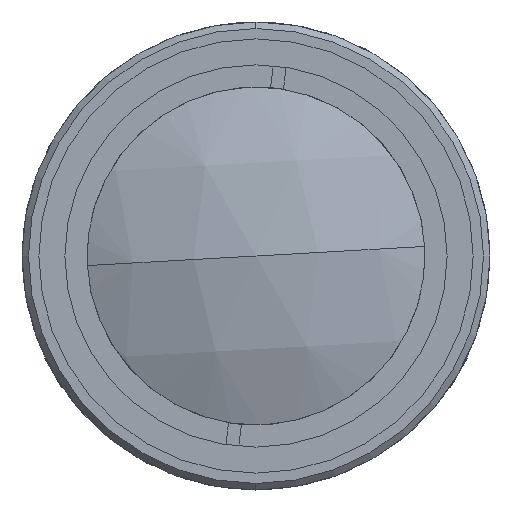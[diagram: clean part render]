
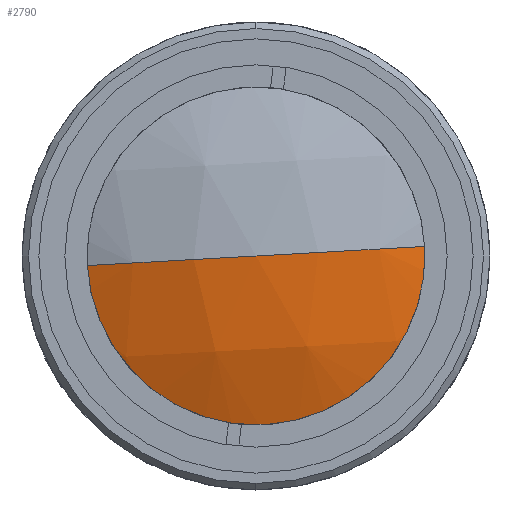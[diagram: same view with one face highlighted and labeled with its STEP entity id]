
A CAD part, left-side view. The second image highlights one B-rep face of the part: STEP entity #2790.
In plain terms, the highlighted spherical face has radius 34.13 mm.
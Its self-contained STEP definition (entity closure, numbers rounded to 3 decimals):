
#210 = DIRECTION ( 'NONE',  ( 0., -0.998, 0.057 ) ) ;
#294 = EDGE_CURVE ( 'NONE', #2911, #3713, #4443, .T. ) ;
#366 = CARTESIAN_POINT ( 'NONE',  ( 8., 0., 0. ) ) ;
#375 = EDGE_CURVE ( 'NONE', #2906, #3713, #1488, .T. ) ;
#429 = CARTESIAN_POINT ( 'NONE',  ( 11.003, 0., 0. ) ) ;
#743 = AXIS2_PLACEMENT_3D ( 'NONE', #1364, #2408, #3447 ) ;
#799 = DIRECTION ( 'NONE',  ( -1., 0., 0. ) ) ;
#869 = EDGE_LOOP ( 'NONE', ( #2209, #3969, #4202 ) ) ;
#1089 = EDGE_CURVE ( 'NONE', #2911, #2906, #3565, .T. ) ;
#1257 = DIRECTION ( 'NONE',  ( 0., -0.057, -0.998 ) ) ;
#1364 = CARTESIAN_POINT ( 'NONE',  ( 42.13, 0., 0. ) ) ;
#1488 = CIRCLE ( 'NONE', #743, 34.13 ) ;
#1573 = AXIS2_PLACEMENT_3D ( 'NONE', #429, #799, #2581 ) ;
#2035 = SPHERICAL_SURFACE ( 'NONE', #3503, 34.13 ) ;
#2129 = CARTESIAN_POINT ( 'NONE',  ( 11.003, -13.977, 0.794 ) ) ;
#2209 = ORIENTED_EDGE ( 'NONE', *, *, #1089, .T. ) ;
#2408 = DIRECTION ( 'NONE',  ( 0., -0.057, -0.998 ) ) ;
#2581 = DIRECTION ( 'NONE',  ( 0., 0.057, 0.998 ) ) ;
#2790 = ADVANCED_FACE ( 'NONE', ( #3741 ), #2035, .T. ) ;
#2906 = VERTEX_POINT ( 'NONE', #2129 ) ;
#2911 = VERTEX_POINT ( 'NONE', #3873 ) ;
#3084 = DIRECTION ( 'NONE',  ( 0., 0.057, 0.998 ) ) ;
#3366 = CARTESIAN_POINT ( 'NONE',  ( 42.13, 0., 0. ) ) ;
#3447 = DIRECTION ( 'NONE',  ( 0., 0.998, -0.057 ) ) ;
#3503 = AXIS2_PLACEMENT_3D ( 'NONE', #4409, #1257, #4149 ) ;
#3565 = CIRCLE ( 'NONE', #1573, 14. ) ;
#3713 = VERTEX_POINT ( 'NONE', #366 ) ;
#3741 = FACE_OUTER_BOUND ( 'NONE', #869, .T. ) ;
#3873 = CARTESIAN_POINT ( 'NONE',  ( 11.003, 13.977, -0.794 ) ) ;
#3969 = ORIENTED_EDGE ( 'NONE', *, *, #375, .T. ) ;
#4149 = DIRECTION ( 'NONE',  ( 0., 0.998, -0.057 ) ) ;
#4202 = ORIENTED_EDGE ( 'NONE', *, *, #294, .F. ) ;
#4409 = CARTESIAN_POINT ( 'NONE',  ( 42.13, 0., 0. ) ) ;
#4443 = CIRCLE ( 'NONE', #4512, 34.13 ) ;
#4512 = AXIS2_PLACEMENT_3D ( 'NONE', #3366, #3084, #210 ) ;
